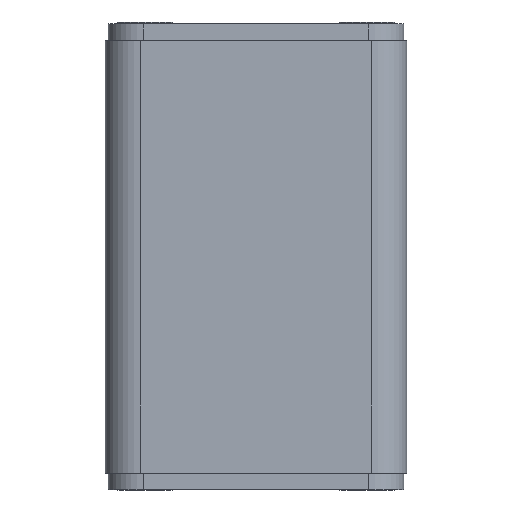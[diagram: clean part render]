
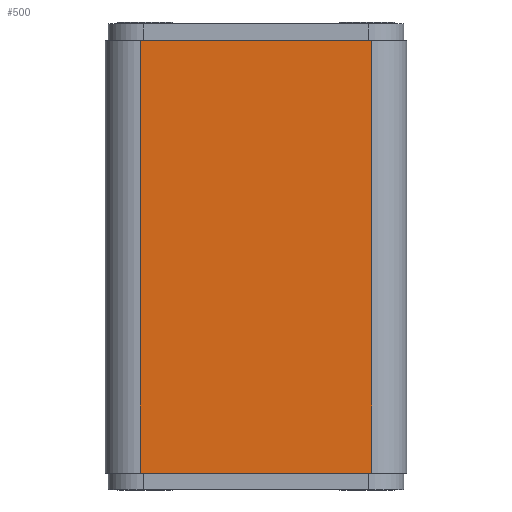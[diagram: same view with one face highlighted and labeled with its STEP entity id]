
A CAD part, front view. The second image highlights one B-rep face of the part: STEP entity #500.
In plain terms, the highlighted face is planar.
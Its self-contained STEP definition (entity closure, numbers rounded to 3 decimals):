
#82 = CARTESIAN_POINT ( 'NONE',  ( 22.8, 12.9, 37. ) ) ;
#177 = VERTEX_POINT ( 'NONE', #24757 ) ;
#500 = ADVANCED_FACE ( 'NONE', ( #12845 ), #28230, .F. ) ;
#1040 = VERTEX_POINT ( 'NONE', #22086 ) ;
#1832 = CARTESIAN_POINT ( 'NONE',  ( 0., 12.9, 37. ) ) ;
#4859 = CARTESIAN_POINT ( 'NONE',  ( 3., 12.9, 37. ) ) ;
#5700 = VERTEX_POINT ( 'NONE', #4859 ) ;
#7424 = DIRECTION ( 'NONE',  ( -1., 0., 0. ) ) ;
#7916 = AXIS2_PLACEMENT_3D ( 'NONE', #1832, #23349, #25761 ) ;
#10929 = CARTESIAN_POINT ( 'NONE',  ( 0., 12.9, 37. ) ) ;
#11217 = ORIENTED_EDGE ( 'NONE', *, *, #24585, .T. ) ;
#11299 = CARTESIAN_POINT ( 'NONE',  ( 3., 12.9, 37. ) ) ;
#11686 = ORIENTED_EDGE ( 'NONE', *, *, #25931, .T. ) ;
#12498 = LINE ( 'NONE', #16877, #22588 ) ;
#12845 = FACE_OUTER_BOUND ( 'NONE', #28634, .T. ) ;
#14613 = CARTESIAN_POINT ( 'NONE',  ( 22.8, 12.9, 37. ) ) ;
#15172 = LINE ( 'NONE', #14613, #27490 ) ;
#16768 = LINE ( 'NONE', #11299, #19783 ) ;
#16877 = CARTESIAN_POINT ( 'NONE',  ( 0., 12.9, 0. ) ) ;
#17145 = LINE ( 'NONE', #10929, #24982 ) ;
#17286 = EDGE_CURVE ( 'NONE', #29521, #5700, #17145, .T. ) ;
#18163 = DIRECTION ( 'NONE',  ( -1., 0., 0. ) ) ;
#19783 = VECTOR ( 'NONE', #21045, 1000. ) ;
#21045 = DIRECTION ( 'NONE',  ( 0., 0., 1. ) ) ;
#22086 = CARTESIAN_POINT ( 'NONE',  ( 3., 12.9, 0. ) ) ;
#22588 = VECTOR ( 'NONE', #7424, 1000. ) ;
#23349 = DIRECTION ( 'NONE',  ( 0., -1., 0. ) ) ;
#24585 = EDGE_CURVE ( 'NONE', #1040, #5700, #16768, .T. ) ;
#24757 = CARTESIAN_POINT ( 'NONE',  ( 22.8, 12.9, 0. ) ) ;
#24982 = VECTOR ( 'NONE', #18163, 1000. ) ;
#25761 = DIRECTION ( 'NONE',  ( 0., 0., -1. ) ) ;
#25931 = EDGE_CURVE ( 'NONE', #29521, #177, #15172, .T. ) ;
#26218 = DIRECTION ( 'NONE',  ( 0., 0., -1. ) ) ;
#26735 = ORIENTED_EDGE ( 'NONE', *, *, #17286, .F. ) ;
#27490 = VECTOR ( 'NONE', #26218, 1000. ) ;
#28230 = PLANE ( 'NONE',  #7916 ) ;
#28283 = EDGE_CURVE ( 'NONE', #177, #1040, #12498, .T. ) ;
#28634 = EDGE_LOOP ( 'NONE', ( #26735, #11686, #29699, #11217 ) ) ;
#29521 = VERTEX_POINT ( 'NONE', #82 ) ;
#29699 = ORIENTED_EDGE ( 'NONE', *, *, #28283, .T. ) ;
